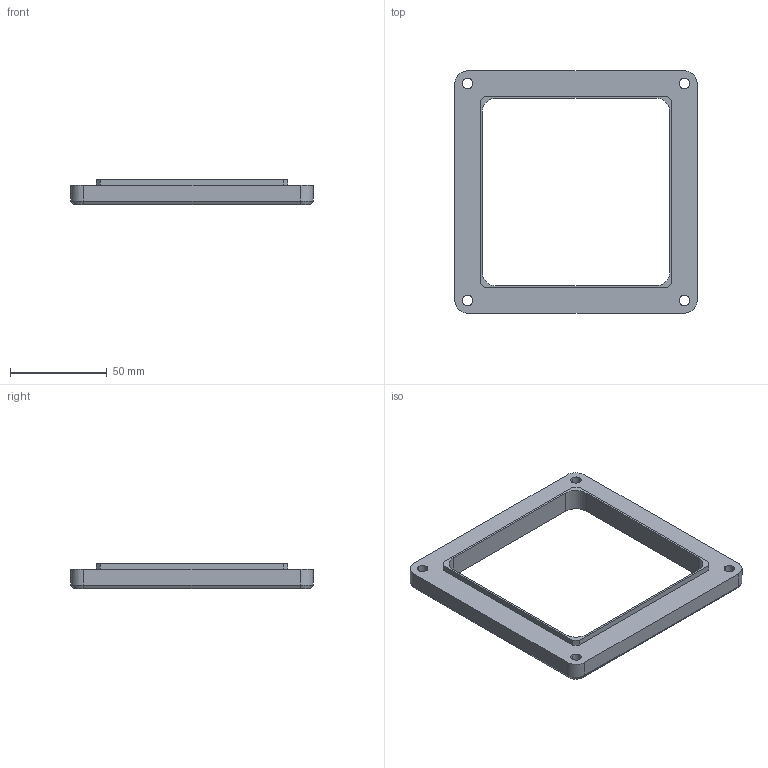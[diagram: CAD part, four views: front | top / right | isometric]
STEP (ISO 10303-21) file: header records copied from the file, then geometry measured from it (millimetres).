
FILE_DESCRIPTION(/* description */ (''),/* implementation_level */ '2;1');
FILE_NAME(/* name */ 'CARRE-~4',/* time_stamp */ '2022-01-04T21:59:28+01:00',/* author */ (''),/* organization */ (''),/* preprocessor_version */ 'ST-DEVELOPER v16.5',/* originating_system */ '',/* authorisation */ '');
FILE_SCHEMA (('AUTOMOTIVE_DESIGN'));
Length unit declared in the file: millimetre
Products named in the file (1): Document
Bounding box: 125 x 125 x 13.01 mm (x, y, z)
Volume: 60758.8 mm3; surface area: 23647.8 mm2
Topology: 1 solids, 1 shells, 133 faces, 350 edges, 228 vertices
Faces by surface type: plane 73, bspline 60
Entity records: 4368 total; most frequent: CARTESIAN_POINT 2119, ORIENTED_EDGE 700, EDGE_CURVE 350, B_SPLINE_CURVE_WITH_KNOTS 262, VERTEX_POINT 228, EDGE_LOOP 152, ADVANCED_FACE 133, FACE_OUTER_BOUND 133
